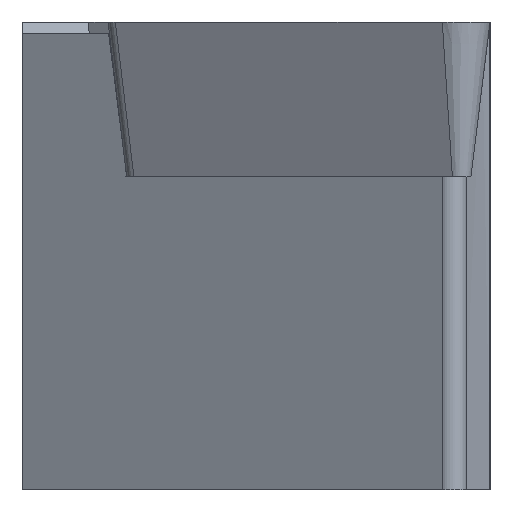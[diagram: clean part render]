
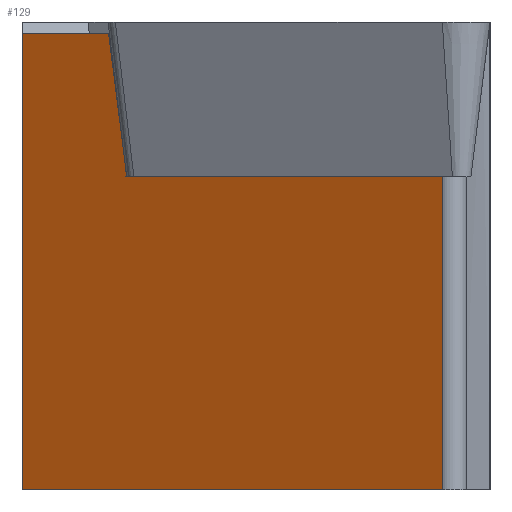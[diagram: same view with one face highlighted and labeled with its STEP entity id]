
A CAD part, left-side view. The second image highlights one B-rep face of the part: STEP entity #129.
In plain terms, the highlighted planar face has unit normal (-0.848, 0.53, 0).
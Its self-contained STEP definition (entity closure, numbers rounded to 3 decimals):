
#129=ADVANCED_FACE('',(#171),#152,.F.);
#152=PLANE('',#539);
#171=FACE_OUTER_BOUND('',#195,.T.);
#195=EDGE_LOOP('',(#241,#242,#243,#244,#245,#246));
#241=ORIENTED_EDGE('',*,*,#396,.F.);
#242=ORIENTED_EDGE('',*,*,#387,.F.);
#243=ORIENTED_EDGE('',*,*,#397,.F.);
#244=ORIENTED_EDGE('',*,*,#398,.F.);
#245=ORIENTED_EDGE('',*,*,#394,.F.);
#246=ORIENTED_EDGE('',*,*,#399,.F.);
#342=VERTEX_POINT('',#694);
#348=VERTEX_POINT('',#705);
#353=VERTEX_POINT('',#719);
#354=VERTEX_POINT('',#721);
#355=VERTEX_POINT('',#725);
#356=VERTEX_POINT('',#727);
#387=EDGE_CURVE('',#348,#342,#445,.T.);
#394=EDGE_CURVE('',#353,#354,#451,.T.);
#396=EDGE_CURVE('',#342,#355,#452,.T.);
#397=EDGE_CURVE('',#356,#348,#453,.T.);
#398=EDGE_CURVE('',#354,#356,#454,.T.);
#399=EDGE_CURVE('',#355,#353,#455,.T.);
#445=LINE('',#706,#491);
#451=LINE('',#720,#497);
#452=LINE('',#724,#498);
#453=LINE('',#726,#499);
#454=LINE('',#728,#500);
#455=LINE('',#729,#501);
#491=VECTOR('',#579,1.);
#497=VECTOR('',#591,1.);
#498=VECTOR('',#596,1.);
#499=VECTOR('',#597,1.);
#500=VECTOR('',#598,1.);
#501=VECTOR('',#599,1.);
#539=AXIS2_PLACEMENT_3D('',#730,#600,#601);
#579=DIRECTION('',(-0.53,-0.848,0.));
#591=DIRECTION('',(0.,0.,-1.));
#596=DIRECTION('',(-0.079,-0.126,-0.989));
#597=DIRECTION('',(0.,0.,1.));
#598=DIRECTION('',(0.53,0.848,0.));
#599=DIRECTION('',(-0.53,-0.848,0.));
#600=DIRECTION('',(0.848,-0.53,0.));
#601=DIRECTION('',(0.53,0.848,0.));
#694=CARTESIAN_POINT('',(6.164,-2.22,-0.3));
#705=CARTESIAN_POINT('',(7.551,0.,-0.3));
#706=CARTESIAN_POINT('',(0.813,-10.783,-0.3));
#719=CARTESIAN_POINT('',(0.813,-10.783,-3.97));
#720=CARTESIAN_POINT('',(0.813,-10.783,-30.));
#721=CARTESIAN_POINT('',(0.813,-10.783,-12.));
#724=CARTESIAN_POINT('',(3.739,-6.1,-30.828));
#725=CARTESIAN_POINT('',(5.873,-2.686,-3.97));
#726=CARTESIAN_POINT('',(7.551,0.,-30.));
#727=CARTESIAN_POINT('',(7.551,0.,-12.));
#728=CARTESIAN_POINT('',(0.813,-10.783,-12.));
#729=CARTESIAN_POINT('',(0.813,-10.783,-3.97));
#730=CARTESIAN_POINT('',(0.813,-10.783,-30.));
